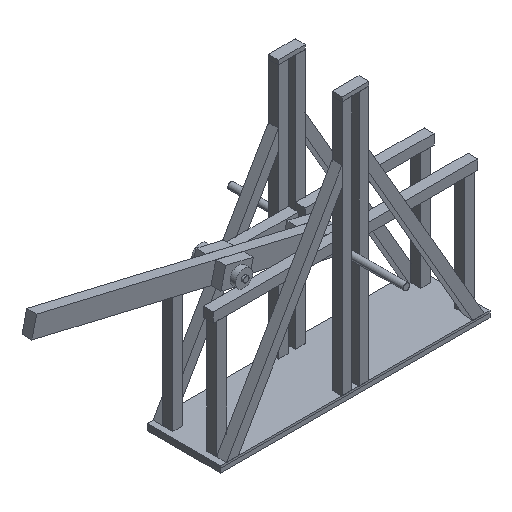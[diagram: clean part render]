
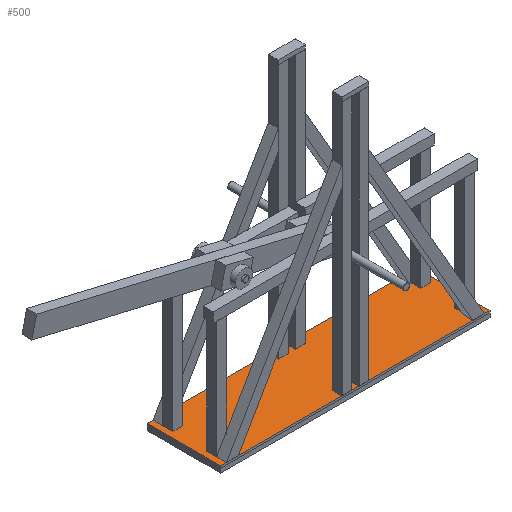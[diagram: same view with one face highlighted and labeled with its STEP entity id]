
A CAD part, isometric view. The second image highlights one B-rep face of the part: STEP entity #500.
In plain terms, the highlighted planar face has unit normal (0, 0, 1).
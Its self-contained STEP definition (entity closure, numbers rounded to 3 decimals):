
#395 = PLANE('',#396);
#396 = AXIS2_PLACEMENT_3D('',#397,#398,#399);
#397 = CARTESIAN_POINT('',(1282.7,-191.275,0.));
#398 = DIRECTION('',(1.,0.,0.));
#399 = DIRECTION('',(0.,-1.,0.));
#420 = VERTEX_POINT('',#421);
#421 = CARTESIAN_POINT('',(1282.7,44.45,0.));
#435 = PLANE('',#436);
#436 = AXIS2_PLACEMENT_3D('',#437,#438,#439);
#437 = CARTESIAN_POINT('',(62.,44.45,0.));
#438 = DIRECTION('',(0.,1.,0.));
#439 = DIRECTION('',(1.,0.,-0.));
#447 = EDGE_CURVE('',#448,#420,#450,.T.);
#448 = VERTEX_POINT('',#449);
#449 = CARTESIAN_POINT('',(1282.7,-615.95,0.));
#450 = SURFACE_CURVE('',#451,(#455,#462),.PCURVE_S1.);
#451 = LINE('',#452,#453);
#452 = CARTESIAN_POINT('',(1282.7,-95.638,0.));
#453 = VECTOR('',#454,1.);
#454 = DIRECTION('',(0.,1.,0.));
#455 = PCURVE('',#395,#456);
#456 = DEFINITIONAL_REPRESENTATION('',(#457),#461);
#457 = LINE('',#458,#459);
#458 = CARTESIAN_POINT('',(-95.638,0.));
#459 = VECTOR('',#460,1.);
#460 = DIRECTION('',(-1.,0.));
#461 = ( GEOMETRIC_REPRESENTATION_CONTEXT(2) 
PARAMETRIC_REPRESENTATION_CONTEXT() REPRESENTATION_CONTEXT('2D SPACE',''
  ) );
#462 = PCURVE('',#463,#468);
#463 = PLANE('',#464);
#464 = AXIS2_PLACEMENT_3D('',#465,#466,#467);
#465 = CARTESIAN_POINT('',(0.,0.,0.));
#466 = DIRECTION('',(-0.,0.,-1.));
#467 = DIRECTION('',(-1.,-0.,0.));
#468 = DEFINITIONAL_REPRESENTATION('',(#469),#473);
#469 = LINE('',#470,#471);
#470 = CARTESIAN_POINT('',(-1282.7,-95.638));
#471 = VECTOR('',#472,1.);
#472 = DIRECTION('',(0.,1.));
#473 = ( GEOMETRIC_REPRESENTATION_CONTEXT(2) 
PARAMETRIC_REPRESENTATION_CONTEXT() REPRESENTATION_CONTEXT('2D SPACE',''
  ) );
#489 = PLANE('',#490);
#490 = AXIS2_PLACEMENT_3D('',#491,#492,#493);
#491 = CARTESIAN_POINT('',(62.,-615.95,0.));
#492 = DIRECTION('',(-0.,-1.,-0.));
#493 = DIRECTION('',(-1.,0.,0.));
#500 = ADVANCED_FACE('',(#501),#463,.F.);
#501 = FACE_BOUND('',#502,.T.);
#502 = EDGE_LOOP('',(#503,#533,#554,#555));
#503 = ORIENTED_EDGE('',*,*,#504,.T.);
#504 = EDGE_CURVE('',#505,#507,#509,.T.);
#505 = VERTEX_POINT('',#506);
#506 = CARTESIAN_POINT('',(-1130.3,44.45,0.));
#507 = VERTEX_POINT('',#508);
#508 = CARTESIAN_POINT('',(-1130.3,-615.95,0.));
#509 = SURFACE_CURVE('',#510,(#514,#521),.PCURVE_S1.);
#510 = LINE('',#511,#512);
#511 = CARTESIAN_POINT('',(-1130.3,-95.638,0.));
#512 = VECTOR('',#513,1.);
#513 = DIRECTION('',(0.,-1.,0.));
#514 = PCURVE('',#463,#515);
#515 = DEFINITIONAL_REPRESENTATION('',(#516),#520);
#516 = LINE('',#517,#518);
#517 = CARTESIAN_POINT('',(1130.3,-95.638));
#518 = VECTOR('',#519,1.);
#519 = DIRECTION('',(0.,-1.));
#520 = ( GEOMETRIC_REPRESENTATION_CONTEXT(2) 
PARAMETRIC_REPRESENTATION_CONTEXT() REPRESENTATION_CONTEXT('2D SPACE',''
  ) );
#521 = PCURVE('',#522,#527);
#522 = PLANE('',#523);
#523 = AXIS2_PLACEMENT_3D('',#524,#525,#526);
#524 = CARTESIAN_POINT('',(-1130.3,-191.275,0.));
#525 = DIRECTION('',(-1.,0.,0.));
#526 = DIRECTION('',(0.,1.,0.));
#527 = DEFINITIONAL_REPRESENTATION('',(#528),#532);
#528 = LINE('',#529,#530);
#529 = CARTESIAN_POINT('',(95.638,0.));
#530 = VECTOR('',#531,1.);
#531 = DIRECTION('',(-1.,-0.));
#532 = ( GEOMETRIC_REPRESENTATION_CONTEXT(2) 
PARAMETRIC_REPRESENTATION_CONTEXT() REPRESENTATION_CONTEXT('2D SPACE',''
  ) );
#533 = ORIENTED_EDGE('',*,*,#534,.T.);
#534 = EDGE_CURVE('',#507,#448,#535,.T.);
#535 = SURFACE_CURVE('',#536,(#540,#547),.PCURVE_S1.);
#536 = LINE('',#537,#538);
#537 = CARTESIAN_POINT('',(31.,-615.95,0.));
#538 = VECTOR('',#539,1.);
#539 = DIRECTION('',(1.,0.,0.));
#540 = PCURVE('',#463,#541);
#541 = DEFINITIONAL_REPRESENTATION('',(#542),#546);
#542 = LINE('',#543,#544);
#543 = CARTESIAN_POINT('',(-31.,-615.95));
#544 = VECTOR('',#545,1.);
#545 = DIRECTION('',(-1.,0.));
#546 = ( GEOMETRIC_REPRESENTATION_CONTEXT(2) 
PARAMETRIC_REPRESENTATION_CONTEXT() REPRESENTATION_CONTEXT('2D SPACE',''
  ) );
#547 = PCURVE('',#489,#548);
#548 = DEFINITIONAL_REPRESENTATION('',(#549),#553);
#549 = LINE('',#550,#551);
#550 = CARTESIAN_POINT('',(31.,0.));
#551 = VECTOR('',#552,1.);
#552 = DIRECTION('',(-1.,0.));
#553 = ( GEOMETRIC_REPRESENTATION_CONTEXT(2) 
PARAMETRIC_REPRESENTATION_CONTEXT() REPRESENTATION_CONTEXT('2D SPACE',''
  ) );
#554 = ORIENTED_EDGE('',*,*,#447,.T.);
#555 = ORIENTED_EDGE('',*,*,#556,.T.);
#556 = EDGE_CURVE('',#420,#505,#557,.T.);
#557 = SURFACE_CURVE('',#558,(#562,#569),.PCURVE_S1.);
#558 = LINE('',#559,#560);
#559 = CARTESIAN_POINT('',(31.,44.45,0.));
#560 = VECTOR('',#561,1.);
#561 = DIRECTION('',(-1.,0.,0.));
#562 = PCURVE('',#463,#563);
#563 = DEFINITIONAL_REPRESENTATION('',(#564),#568);
#564 = LINE('',#565,#566);
#565 = CARTESIAN_POINT('',(-31.,44.45));
#566 = VECTOR('',#567,1.);
#567 = DIRECTION('',(1.,0.));
#568 = ( GEOMETRIC_REPRESENTATION_CONTEXT(2) 
PARAMETRIC_REPRESENTATION_CONTEXT() REPRESENTATION_CONTEXT('2D SPACE',''
  ) );
#569 = PCURVE('',#435,#570);
#570 = DEFINITIONAL_REPRESENTATION('',(#571),#575);
#571 = LINE('',#572,#573);
#572 = CARTESIAN_POINT('',(-31.,0.));
#573 = VECTOR('',#574,1.);
#574 = DIRECTION('',(-1.,0.));
#575 = ( GEOMETRIC_REPRESENTATION_CONTEXT(2) 
PARAMETRIC_REPRESENTATION_CONTEXT() REPRESENTATION_CONTEXT('2D SPACE',''
  ) );
